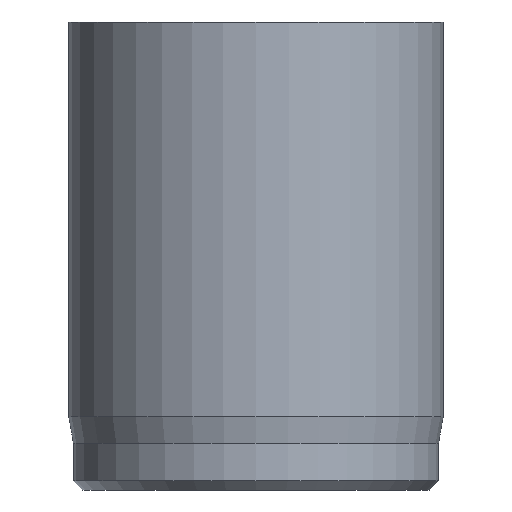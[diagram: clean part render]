
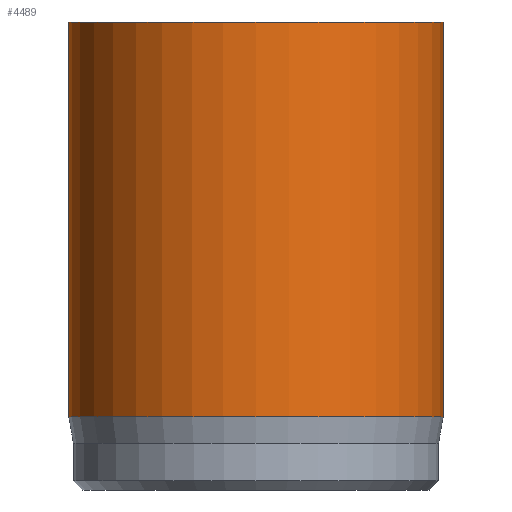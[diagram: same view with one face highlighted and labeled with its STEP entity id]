
A CAD part, front view. The second image highlights one B-rep face of the part: STEP entity #4489.
In plain terms, the highlighted cylindrical face has radius 4 mm (diameter 8 mm), a full revolution.
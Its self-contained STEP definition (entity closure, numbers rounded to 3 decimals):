
#31=CYLINDRICAL_SURFACE('',#4638,4.);
#45=CIRCLE('',#4610,4.);
#57=CIRCLE('',#4636,4.);
#58=CIRCLE('',#4637,4.);
#387=FACE_OUTER_BOUND('',#657,.T.);
#657=EDGE_LOOP('',(#3979,#3980,#3981,#3982,#3983));
#948=LINE('',#8894,#1245);
#1245=VECTOR('',#5093,4.);
#2022=VERTEX_POINT('',#8844);
#2034=VERTEX_POINT('',#8888);
#2035=VERTEX_POINT('',#8889);
#2671=EDGE_CURVE('',#2022,#2022,#45,.T.);
#2689=EDGE_CURVE('',#2034,#2035,#57,.T.);
#2690=EDGE_CURVE('',#2035,#2034,#58,.T.);
#2692=EDGE_CURVE('',#2022,#2034,#948,.T.);
#3979=ORIENTED_EDGE('',*,*,#2671,.T.);
#3980=ORIENTED_EDGE('',*,*,#2692,.T.);
#3981=ORIENTED_EDGE('',*,*,#2689,.T.);
#3982=ORIENTED_EDGE('',*,*,#2690,.T.);
#3983=ORIENTED_EDGE('',*,*,#2692,.F.);
#4489=ADVANCED_FACE('',(#387),#31,.T.);
#4610=AXIS2_PLACEMENT_3D('',#8845,#5028,#5029);
#4636=AXIS2_PLACEMENT_3D('',#8890,#5086,#5087);
#4637=AXIS2_PLACEMENT_3D('',#8891,#5088,#5089);
#4638=AXIS2_PLACEMENT_3D('',#8893,#5091,#5092);
#5028=DIRECTION('center_axis',(0.,0.,-1.));
#5029=DIRECTION('ref_axis',(-1.,0.,0.));
#5086=DIRECTION('center_axis',(0.,0.,1.));
#5087=DIRECTION('ref_axis',(-1.,0.,0.));
#5088=DIRECTION('center_axis',(0.,0.,1.));
#5089=DIRECTION('ref_axis',(-1.,0.,0.));
#5091=DIRECTION('center_axis',(0.,0.,1.));
#5092=DIRECTION('ref_axis',(-1.,0.,0.));
#5093=DIRECTION('',(0.,0.,-1.));
#8844=CARTESIAN_POINT('',(4.,0.,10.));
#8845=CARTESIAN_POINT('Origin',(0.,0.,10.));
#8888=CARTESIAN_POINT('',(4.,0.,1.567));
#8889=CARTESIAN_POINT('',(-4.,0.,1.567));
#8890=CARTESIAN_POINT('Origin',(0.,0.,1.567));
#8891=CARTESIAN_POINT('Origin',(0.,0.,1.567));
#8893=CARTESIAN_POINT('Origin',(0.,0.,0.));
#8894=CARTESIAN_POINT('',(4.,0.,0.));
